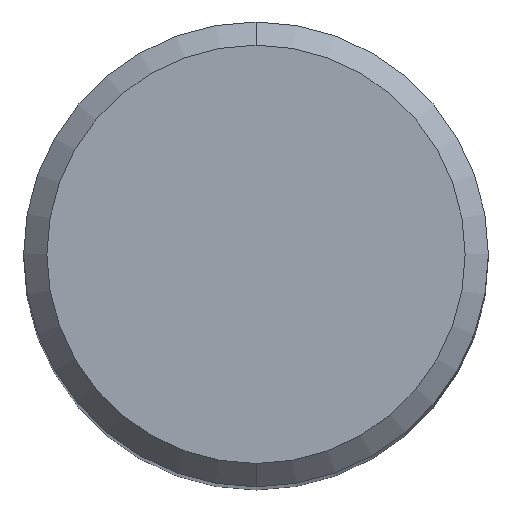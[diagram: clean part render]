
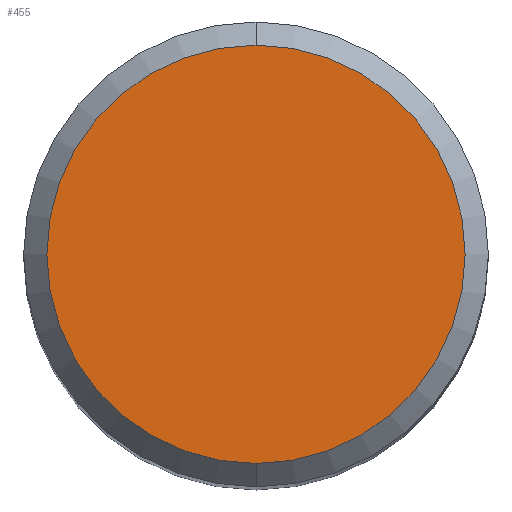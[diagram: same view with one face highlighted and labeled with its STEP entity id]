
A CAD part, top view. The second image highlights one B-rep face of the part: STEP entity #455.
In plain terms, the highlighted planar face has unit normal (0, 0, 1).
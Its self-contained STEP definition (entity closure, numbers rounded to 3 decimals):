
#299=EDGE_CURVE('',#363,#369,#620,.T.);
#363=VERTEX_POINT('',#688);
#369=VERTEX_POINT('',#694);
#405=EDGE_CURVE('',#369,#363,#736,.T.);
#455=ADVANCED_FACE('',(#791),#792,.T.);
#620=CIRCLE('',#1056,4.5);
#688=CARTESIAN_POINT('',(0.,-4.5,0.0));
#694=CARTESIAN_POINT('',(0.0,4.5,0.0));
#736=CIRCLE('',#1351,4.5);
#791=FACE_OUTER_BOUND('',#1459,.T.);
#792=PLANE('',#1460);
#1056=AXIS2_PLACEMENT_3D('',#1662,#1663,#1664);
#1351=AXIS2_PLACEMENT_3D('',#1772,#1773,#1774);
#1459=EDGE_LOOP('',(#1833,#1834));
#1460=AXIS2_PLACEMENT_3D('',#1835,#1836,#1837);
#1662=CARTESIAN_POINT('',(0.0,0.0,0.0));
#1663=DIRECTION('',(0.0,0.0,-1.0));
#1664=DIRECTION('',(0.0,1.0,0.0));
#1772=CARTESIAN_POINT('',(0.0,0.0,0.0));
#1773=DIRECTION('',(0.0,0.0,-1.0));
#1774=DIRECTION('',(0.0,1.0,0.0));
#1833=ORIENTED_EDGE('',*,*,#405,.F.);
#1834=ORIENTED_EDGE('',*,*,#299,.F.);
#1835=CARTESIAN_POINT('',(0.0,2.25,0.0));
#1836=DIRECTION('',(-0.0,0.0,1.0));
#1837=DIRECTION('',(0.0,-1.0,0.0));
